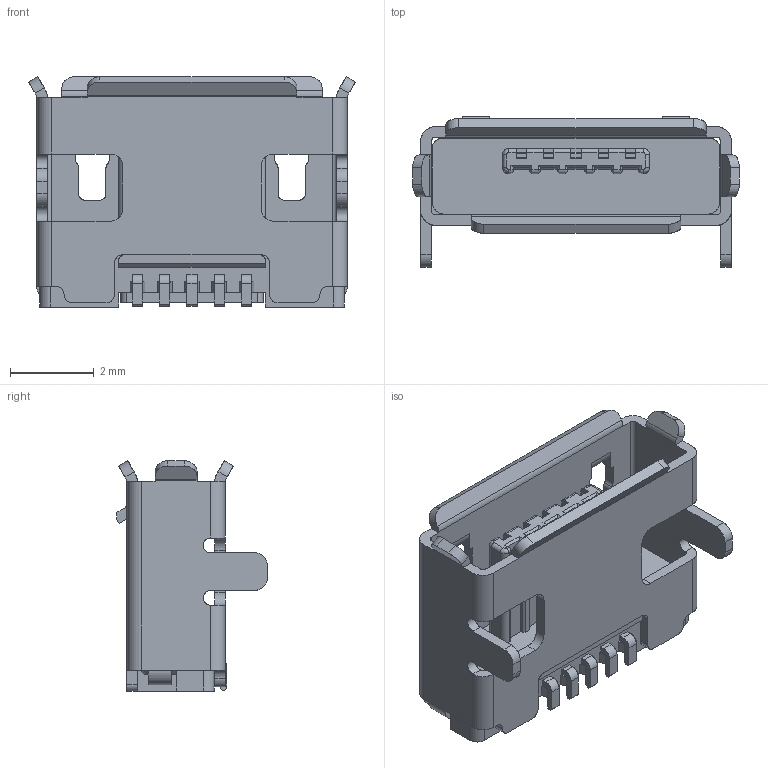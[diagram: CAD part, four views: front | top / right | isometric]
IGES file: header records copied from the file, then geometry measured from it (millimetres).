
Start section: SolidWorks IGES file using analytic representation for surfaces
Global section: file name: MUSB-205-OSS-H-AB-BM-TR-LF.IGS; native system: SolidWorks 2014; preprocessor: SolidWorks 2014; author: ewilson; date: 150410.094419; units: inch
Bounding box: 7.78 x 3.59 x 5.49 mm (x, y, z)
Surface area: 273.6 mm2 (no closed solid volume)
Topology: 0 solids, 0 shells, 508 faces, 3540 edges, 3540 vertices
Faces by surface type: bspline 377, revolution 131
